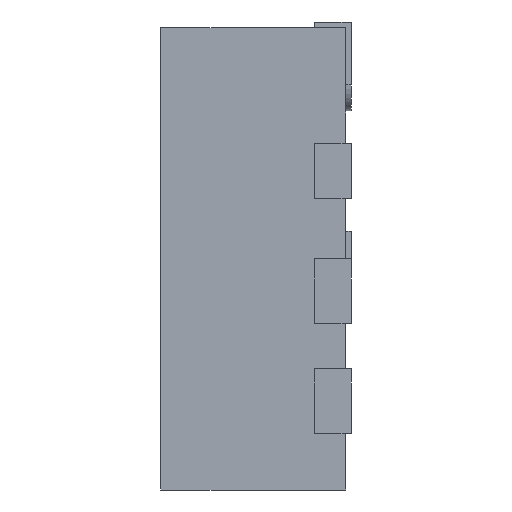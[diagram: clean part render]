
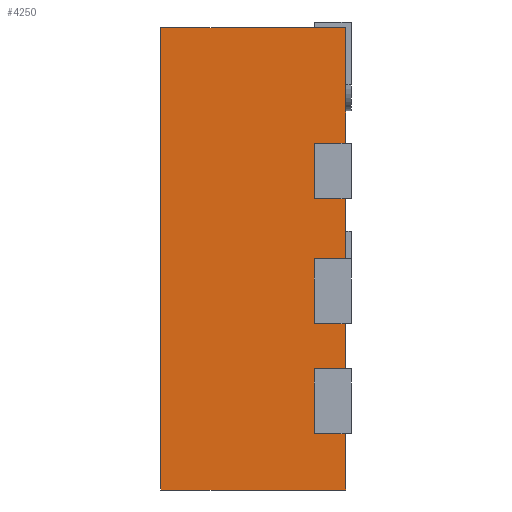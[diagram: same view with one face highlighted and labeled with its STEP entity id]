
A CAD part, left-side view. The second image highlights one B-rep face of the part: STEP entity #4250.
In plain terms, the highlighted planar face has unit normal (-1, 0, 0).
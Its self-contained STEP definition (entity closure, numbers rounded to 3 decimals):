
#23 = CARTESIAN_POINT ( 'NONE',  ( -1.25, 0.17, 0.325 ) ) ;
#30 = LINE ( 'NONE', #7483, #3124 ) ;
#79 = DIRECTION ( 'NONE',  ( 0., 0., -1. ) ) ;
#197 = PLANE ( 'NONE',  #5466 ) ;
#558 = ORIENTED_EDGE ( 'NONE', *, *, #7046, .F. ) ;
#637 = DIRECTION ( 'NONE',  ( 0., 0., -1. ) ) ;
#803 = LINE ( 'NONE', #9798, #2301 ) ;
#832 = ORIENTED_EDGE ( 'NONE', *, *, #4888, .F. ) ;
#1169 = VECTOR ( 'NONE', #3918, 1000. ) ;
#1250 = EDGE_CURVE ( 'NONE', #6737, #2467, #5560, .T. ) ;
#1286 = VECTOR ( 'NONE', #8332, 1000. ) ;
#1519 = DIRECTION ( 'NONE',  ( 0., -1., 0. ) ) ;
#1542 = DIRECTION ( 'NONE',  ( 0., -1., 0. ) ) ;
#1560 = CARTESIAN_POINT ( 'NONE',  ( -1.25, 0., -1.25 ) ) ;
#1744 = CARTESIAN_POINT ( 'NONE',  ( -1.25, 1., -1.25 ) ) ;
#1785 = CARTESIAN_POINT ( 'NONE',  ( -1.25, -0.03, -0.945 ) ) ;
#1890 = LINE ( 'NONE', #7591, #1286 ) ;
#1970 = VECTOR ( 'NONE', #7218, 1000. ) ;
#2070 = EDGE_CURVE ( 'NONE', #3921, #9412, #10258, .T. ) ;
#2090 = VERTEX_POINT ( 'NONE', #4736 ) ;
#2119 = CARTESIAN_POINT ( 'NONE',  ( -1.25, 0., -1.25 ) ) ;
#2190 = EDGE_CURVE ( 'NONE', #2467, #6260, #7376, .T. ) ;
#2219 = LINE ( 'NONE', #2119, #10209 ) ;
#2220 = ORIENTED_EDGE ( 'NONE', *, *, #6503, .F. ) ;
#2244 = CARTESIAN_POINT ( 'NONE',  ( -1.25, 1., 1.25 ) ) ;
#2288 = CARTESIAN_POINT ( 'NONE',  ( -1.25, -0.03, -0.595 ) ) ;
#2301 = VECTOR ( 'NONE', #4921, 1000. ) ;
#2403 = EDGE_LOOP ( 'NONE', ( #558, #5068, #4819, #8439, #2220, #9765, #4860, #8841, #7281, #4427, #3157, #7917, #8844, #832, #7571, #4258 ) ) ;
#2467 = VERTEX_POINT ( 'NONE', #4076 ) ;
#2706 = CARTESIAN_POINT ( 'NONE',  ( -1.25, 0.17, -0.35 ) ) ;
#3106 = EDGE_CURVE ( 'NONE', #4114, #6737, #7946, .T. ) ;
#3115 = VECTOR ( 'NONE', #3183, 1000. ) ;
#3124 = VECTOR ( 'NONE', #4056, 1000. ) ;
#3157 = ORIENTED_EDGE ( 'NONE', *, *, #3106, .F. ) ;
#3183 = DIRECTION ( 'NONE',  ( 0., 0., 1. ) ) ;
#3188 = CARTESIAN_POINT ( 'NONE',  ( -1.25, -0.03, 0.325 ) ) ;
#3271 = FACE_OUTER_BOUND ( 'NONE', #2403, .T. ) ;
#3397 = EDGE_CURVE ( 'NONE', #5772, #6260, #2219, .T. ) ;
#3478 = VECTOR ( 'NONE', #637, 1000. ) ;
#3535 = EDGE_CURVE ( 'NONE', #4114, #6670, #803, .T. ) ;
#3682 = VERTEX_POINT ( 'NONE', #9320 ) ;
#3828 = CARTESIAN_POINT ( 'NONE',  ( -1.25, -0.03, 0.625 ) ) ;
#3918 = DIRECTION ( 'NONE',  ( 0., 0., -1. ) ) ;
#3921 = VERTEX_POINT ( 'NONE', #9506 ) ;
#4056 = DIRECTION ( 'NONE',  ( 0., -1., 0. ) ) ;
#4076 = CARTESIAN_POINT ( 'NONE',  ( -1.25, 0.17, -0.945 ) ) ;
#4114 = VERTEX_POINT ( 'NONE', #8459 ) ;
#4230 = EDGE_CURVE ( 'NONE', #9964, #6670, #30, .T. ) ;
#4250 = ADVANCED_FACE ( 'NONE', ( #3271 ), #197, .F. ) ;
#4258 = ORIENTED_EDGE ( 'NONE', *, *, #6416, .T. ) ;
#4378 = EDGE_CURVE ( 'NONE', #6404, #2090, #1890, .T. ) ;
#4427 = ORIENTED_EDGE ( 'NONE', *, *, #1250, .F. ) ;
#4448 = CARTESIAN_POINT ( 'NONE',  ( -1.25, 1., -1.25 ) ) ;
#4621 = LINE ( 'NONE', #6157, #7887 ) ;
#4713 = DIRECTION ( 'NONE',  ( 0., -1., 0. ) ) ;
#4736 = CARTESIAN_POINT ( 'NONE',  ( -1.25, 0., 1.25 ) ) ;
#4780 = CARTESIAN_POINT ( 'NONE',  ( -1.25, -0.03, 0. ) ) ;
#4819 = ORIENTED_EDGE ( 'NONE', *, *, #6400, .F. ) ;
#4860 = ORIENTED_EDGE ( 'NONE', *, *, #9797, .T. ) ;
#4888 = EDGE_CURVE ( 'NONE', #9412, #9964, #9428, .T. ) ;
#4921 = DIRECTION ( 'NONE',  ( 0., 0., 1. ) ) ;
#5068 = ORIENTED_EDGE ( 'NONE', *, *, #5438, .F. ) ;
#5183 = VERTEX_POINT ( 'NONE', #5221 ) ;
#5221 = CARTESIAN_POINT ( 'NONE',  ( -1.25, 0., 0.325 ) ) ;
#5435 = VECTOR ( 'NONE', #1542, 1000. ) ;
#5438 = EDGE_CURVE ( 'NONE', #8011, #6080, #5841, .T. ) ;
#5466 = AXIS2_PLACEMENT_3D ( 'NONE', #1744, #5852, #9065 ) ;
#5501 = DIRECTION ( 'NONE',  ( 0., 0., 1. ) ) ;
#5523 = DIRECTION ( 'NONE',  ( 0., 1., 0. ) ) ;
#5560 = LINE ( 'NONE', #7065, #1169 ) ;
#5772 = VERTEX_POINT ( 'NONE', #1560 ) ;
#5841 = LINE ( 'NONE', #23, #6158 ) ;
#5852 = DIRECTION ( 'NONE',  ( 1., 0., 0. ) ) ;
#6080 = VERTEX_POINT ( 'NONE', #9083 ) ;
#6158 = VECTOR ( 'NONE', #79, 1000. ) ;
#6157 = CARTESIAN_POINT ( 'NONE',  ( -1.25, 0., -1.25 ) ) ;
#6204 = VECTOR ( 'NONE', #5523, 1000. ) ;
#6215 = CARTESIAN_POINT ( 'NONE',  ( -1.25, 0., 0.625 ) ) ;
#6230 = CARTESIAN_POINT ( 'NONE',  ( -1.25, 0.17, 0. ) ) ;
#6260 = VERTEX_POINT ( 'NONE', #8920 ) ;
#6273 = LINE ( 'NONE', #2244, #7858 ) ;
#6374 = DIRECTION ( 'NONE',  ( 0., 1., 0. ) ) ;
#6400 = EDGE_CURVE ( 'NONE', #6404, #8011, #7793, .T. ) ;
#6404 = VERTEX_POINT ( 'NONE', #6215 ) ;
#6416 = EDGE_CURVE ( 'NONE', #3921, #5183, #4621, .T. ) ;
#6449 = CARTESIAN_POINT ( 'NONE',  ( -1.25, 0.17, 0.625 ) ) ;
#6503 = EDGE_CURVE ( 'NONE', #7067, #2090, #6273, .T. ) ;
#6670 = VERTEX_POINT ( 'NONE', #8420 ) ;
#6737 = VERTEX_POINT ( 'NONE', #7156 ) ;
#6950 = LINE ( 'NONE', #4448, #9488 ) ;
#7046 = EDGE_CURVE ( 'NONE', #6080, #5183, #8760, .T. ) ;
#7065 = CARTESIAN_POINT ( 'NONE',  ( -1.25, 0.17, -0.945 ) ) ;
#7067 = VERTEX_POINT ( 'NONE', #7404 ) ;
#7099 = CARTESIAN_POINT ( 'NONE',  ( -1.25, 0.17, -0.35 ) ) ;
#7156 = CARTESIAN_POINT ( 'NONE',  ( -1.25, 0.17, -0.595 ) ) ;
#7218 = DIRECTION ( 'NONE',  ( 0., 1., 0. ) ) ;
#7229 = VECTOR ( 'NONE', #6374, 1000. ) ;
#7281 = ORIENTED_EDGE ( 'NONE', *, *, #2190, .F. ) ;
#7376 = LINE ( 'NONE', #1785, #10415 ) ;
#7404 = CARTESIAN_POINT ( 'NONE',  ( -1.25, 1., 1.25 ) ) ;
#7483 = CARTESIAN_POINT ( 'NONE',  ( -1.25, -0.03, -0.35 ) ) ;
#7571 = ORIENTED_EDGE ( 'NONE', *, *, #2070, .F. ) ;
#7591 = CARTESIAN_POINT ( 'NONE',  ( -1.25, 0., -1.25 ) ) ;
#7793 = LINE ( 'NONE', #3828, #1970 ) ;
#7858 = VECTOR ( 'NONE', #1519, 1000. ) ;
#7887 = VECTOR ( 'NONE', #7950, 1000. ) ;
#7917 = ORIENTED_EDGE ( 'NONE', *, *, #3535, .T. ) ;
#7946 = LINE ( 'NONE', #2288, #7229 ) ;
#7950 = DIRECTION ( 'NONE',  ( 0., 0., 1. ) ) ;
#8011 = VERTEX_POINT ( 'NONE', #6449 ) ;
#8056 = DIRECTION ( 'NONE',  ( 0., -1., 0. ) ) ;
#8332 = DIRECTION ( 'NONE',  ( 0., 0., 1. ) ) ;
#8420 = CARTESIAN_POINT ( 'NONE',  ( -1.25, 0., -0.35 ) ) ;
#8439 = ORIENTED_EDGE ( 'NONE', *, *, #4378, .T. ) ;
#8459 = CARTESIAN_POINT ( 'NONE',  ( -1.25, 0., -0.595 ) ) ;
#8760 = LINE ( 'NONE', #3188, #5435 ) ;
#8806 = CARTESIAN_POINT ( 'NONE',  ( -1.25, 1., -1.25 ) ) ;
#8841 = ORIENTED_EDGE ( 'NONE', *, *, #3397, .T. ) ;
#8844 = ORIENTED_EDGE ( 'NONE', *, *, #4230, .F. ) ;
#8920 = CARTESIAN_POINT ( 'NONE',  ( -1.25, 0., -0.945 ) ) ;
#9065 = DIRECTION ( 'NONE',  ( 0., 0., -1. ) ) ;
#9083 = CARTESIAN_POINT ( 'NONE',  ( -1.25, 0.17, 0.325 ) ) ;
#9320 = CARTESIAN_POINT ( 'NONE',  ( -1.25, 1., -1.25 ) ) ;
#9412 = VERTEX_POINT ( 'NONE', #6230 ) ;
#9428 = LINE ( 'NONE', #7099, #3478 ) ;
#9488 = VECTOR ( 'NONE', #4713, 1000. ) ;
#9506 = CARTESIAN_POINT ( 'NONE',  ( -1.25, 0., 0. ) ) ;
#9538 = LINE ( 'NONE', #8806, #3115 ) ;
#9765 = ORIENTED_EDGE ( 'NONE', *, *, #9807, .F. ) ;
#9797 = EDGE_CURVE ( 'NONE', #3682, #5772, #6950, .T. ) ;
#9798 = CARTESIAN_POINT ( 'NONE',  ( -1.25, 0., -1.25 ) ) ;
#9807 = EDGE_CURVE ( 'NONE', #3682, #7067, #9538, .T. ) ;
#9964 = VERTEX_POINT ( 'NONE', #2706 ) ;
#10209 = VECTOR ( 'NONE', #5501, 1000. ) ;
#10258 = LINE ( 'NONE', #4780, #6204 ) ;
#10415 = VECTOR ( 'NONE', #8056, 1000. ) ;
